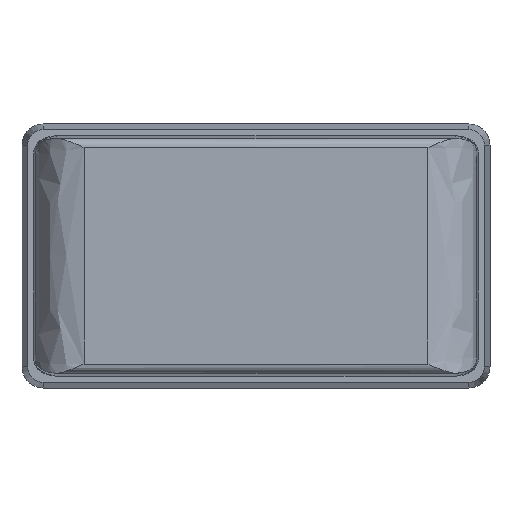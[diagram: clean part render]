
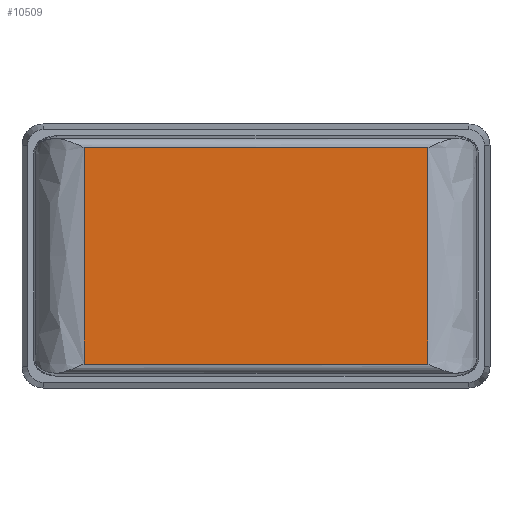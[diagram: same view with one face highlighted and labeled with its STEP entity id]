
A CAD part, top view. The second image highlights one B-rep face of the part: STEP entity #10509.
In plain terms, the highlighted planar face has unit normal (0, 0, 1).
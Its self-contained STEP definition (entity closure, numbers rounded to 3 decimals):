
#847 = FACE_OUTER_BOUND ( 'NONE', #9790, .T. ) ;
#1072 = CARTESIAN_POINT ( 'NONE',  ( 18.55, 1.297, 9.5 ) ) ;
#1189 = AXIS2_PLACEMENT_3D ( 'NONE', #23720, #7700, #26435 ) ;
#1914 = CARTESIAN_POINT ( 'NONE',  ( 23.196, 1.297, 9.5 ) ) ;
#2987 = CARTESIAN_POINT ( 'NONE',  ( -18.55, 24.661, 9.5 ) ) ;
#3810 = CARTESIAN_POINT ( 'NONE',  ( 18.55, 16.873, 9.5 ) ) ;
#4528 = VERTEX_POINT ( 'NONE', #2987 ) ;
#7678 = B_SPLINE_CURVE_WITH_KNOTS ( 'NONE', 3,
 ( #7888, #26609, #10578, #29310 ),
 .UNSPECIFIED., .F., .F.,
 ( 4, 4 ),
 ( 0., 1. ),
 .UNSPECIFIED. ) ;
#7700 = DIRECTION ( 'NONE',  ( 0., 0., -1. ) ) ;
#7888 = CARTESIAN_POINT ( 'NONE',  ( -18.55, 24.661, 9.5 ) ) ;
#9065 = B_SPLINE_CURVE_WITH_KNOTS ( 'NONE', 3,
 ( #1072, #17112, #3810, #22510 ),
 .UNSPECIFIED., .F., .F.,
 ( 4, 4 ),
 ( 0., 1. ),
 .UNSPECIFIED. ) ;
#9790 = EDGE_LOOP ( 'NONE', ( #20461, #22877, #17542, #13886 ) ) ;
#9992 = CARTESIAN_POINT ( 'NONE',  ( 23.196, 24.661, 9.5 ) ) ;
#10509 = ADVANCED_FACE ( 'NONE', ( #847 ), #31706, .F. ) ;
#10578 = CARTESIAN_POINT ( 'NONE',  ( -18.55, 9.085, 9.5 ) ) ;
#11628 = LINE ( 'NONE', #9992, #26717 ) ;
#12022 = VECTOR ( 'NONE', #31669, 1000. ) ;
#12456 = CARTESIAN_POINT ( 'NONE',  ( 18.55, 24.661, 9.5 ) ) ;
#13886 = ORIENTED_EDGE ( 'NONE', *, *, #23594, .T. ) ;
#14070 = EDGE_CURVE ( 'NONE', #4528, #15819, #7678, .T. ) ;
#15819 = VERTEX_POINT ( 'NONE', #33326 ) ;
#17112 = CARTESIAN_POINT ( 'NONE',  ( 18.55, 9.085, 9.5 ) ) ;
#17193 = VERTEX_POINT ( 'NONE', #12456 ) ;
#17542 = ORIENTED_EDGE ( 'NONE', *, *, #25807, .T. ) ;
#17652 = VERTEX_POINT ( 'NONE', #25426 ) ;
#20461 = ORIENTED_EDGE ( 'NONE', *, *, #32811, .T. ) ;
#22510 = CARTESIAN_POINT ( 'NONE',  ( 18.55, 24.661, 9.5 ) ) ;
#22877 = ORIENTED_EDGE ( 'NONE', *, *, #14070, .T. ) ;
#23594 = EDGE_CURVE ( 'NONE', #17652, #17193, #9065, .T. ) ;
#23720 = CARTESIAN_POINT ( 'NONE',  ( 23.196, 0.459, 9.5 ) ) ;
#25426 = CARTESIAN_POINT ( 'NONE',  ( 18.55, 1.297, 9.5 ) ) ;
#25807 = EDGE_CURVE ( 'NONE', #15819, #17652, #26283, .T. ) ;
#26045 = DIRECTION ( 'NONE',  ( -1., 0., 0. ) ) ;
#26283 = LINE ( 'NONE', #1914, #12022 ) ;
#26435 = DIRECTION ( 'NONE',  ( -1., 0., 0. ) ) ;
#26609 = CARTESIAN_POINT ( 'NONE',  ( -18.55, 16.873, 9.5 ) ) ;
#26717 = VECTOR ( 'NONE', #26045, 1000. ) ;
#29310 = CARTESIAN_POINT ( 'NONE',  ( -18.55, 1.297, 9.5 ) ) ;
#31669 = DIRECTION ( 'NONE',  ( 1., 0., 0. ) ) ;
#31706 = PLANE ( 'NONE',  #1189 ) ;
#32811 = EDGE_CURVE ( 'NONE', #17193, #4528, #11628, .T. ) ;
#33326 = CARTESIAN_POINT ( 'NONE',  ( -18.55, 1.297, 9.5 ) ) ;
